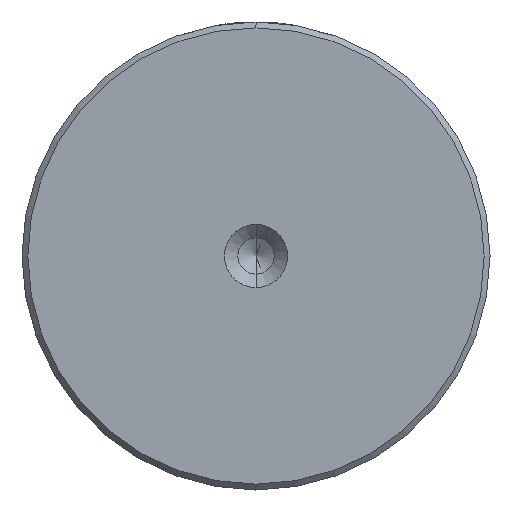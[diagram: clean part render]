
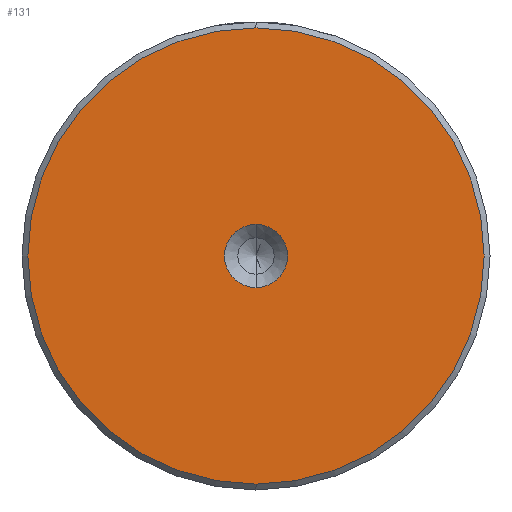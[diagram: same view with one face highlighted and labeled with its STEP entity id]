
A CAD part, left-side view. The second image highlights one B-rep face of the part: STEP entity #131.
In plain terms, the highlighted planar face has unit normal (-1, 0, 0).
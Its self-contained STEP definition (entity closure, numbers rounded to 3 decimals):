
#6 = AXIS2_PLACEMENT_3D ( 'NONE', #164, #238, #147 ) ;
#115 = ORIENTED_EDGE ( 'NONE', *, *, #150, .T. ) ;
#131 = ADVANCED_FACE ( 'NONE', ( #171, #1236 ), #1695, .T. ) ;
#147 = DIRECTION ( 'NONE',  ( 0., 0., 1. ) ) ;
#150 = EDGE_CURVE ( 'NONE', #1388, #205, #2171, .T. ) ;
#156 = AXIS2_PLACEMENT_3D ( 'NONE', #708, #2029, #907 ) ;
#164 = CARTESIAN_POINT ( 'NONE',  ( 0., 0., 0. ) ) ;
#171 = FACE_OUTER_BOUND ( 'NONE', #829, .T. ) ;
#192 = EDGE_CURVE ( 'NONE', #1149, #613, #1572, .T. ) ;
#205 = VERTEX_POINT ( 'NONE', #2442 ) ;
#238 = DIRECTION ( 'NONE',  ( -1., 0., 0. ) ) ;
#266 = AXIS2_PLACEMENT_3D ( 'NONE', #2259, #2248, #2239 ) ;
#412 = CARTESIAN_POINT ( 'NONE',  ( 0., 0., 2.7 ) ) ;
#429 = ORIENTED_EDGE ( 'NONE', *, *, #1562, .F. ) ;
#613 = VERTEX_POINT ( 'NONE', #412 ) ;
#708 = CARTESIAN_POINT ( 'NONE',  ( 0., 0., 0. ) ) ;
#721 = ORIENTED_EDGE ( 'NONE', *, *, #192, .F. ) ;
#748 = CARTESIAN_POINT ( 'NONE',  ( 0., 0., 0. ) ) ;
#829 = EDGE_LOOP ( 'NONE', ( #115, #1819 ) ) ;
#907 = DIRECTION ( 'NONE',  ( 0., 0., 1. ) ) ;
#942 = DIRECTION ( 'NONE',  ( 0., 0., 1. ) ) ;
#1146 = DIRECTION ( 'NONE',  ( 0., 0., 1. ) ) ;
#1149 = VERTEX_POINT ( 'NONE', #2001 ) ;
#1157 = DIRECTION ( 'NONE',  ( -1., 0., 0. ) ) ;
#1236 = FACE_BOUND ( 'NONE', #1648, .T. ) ;
#1272 = CARTESIAN_POINT ( 'NONE',  ( 0., 0., 0. ) ) ;
#1388 = VERTEX_POINT ( 'NONE', #2180 ) ;
#1562 = EDGE_CURVE ( 'NONE', #613, #1149, #2202, .T. ) ;
#1572 = CIRCLE ( 'NONE', #266, 2.7 ) ;
#1648 = EDGE_LOOP ( 'NONE', ( #429, #721 ) ) ;
#1695 = PLANE ( 'NONE',  #2213 ) ;
#1819 = ORIENTED_EDGE ( 'NONE', *, *, #1913, .T. ) ;
#1913 = EDGE_CURVE ( 'NONE', #205, #1388, #2178, .T. ) ;
#2001 = CARTESIAN_POINT ( 'NONE',  ( 0., 0., -2.7 ) ) ;
#2029 = DIRECTION ( 'NONE',  ( -1., 0., 0. ) ) ;
#2064 = DIRECTION ( 'NONE',  ( -1., 0., 0. ) ) ;
#2152 = AXIS2_PLACEMENT_3D ( 'NONE', #748, #2064, #942 ) ;
#2171 = CIRCLE ( 'NONE', #6, 19.5 ) ;
#2178 = CIRCLE ( 'NONE', #156, 19.5 ) ;
#2180 = CARTESIAN_POINT ( 'NONE',  ( 0., 0., -19.5 ) ) ;
#2202 = CIRCLE ( 'NONE', #2152, 2.7 ) ;
#2213 = AXIS2_PLACEMENT_3D ( 'NONE', #1272, #1157, #1146 ) ;
#2239 = DIRECTION ( 'NONE',  ( 0., 0., 1. ) ) ;
#2248 = DIRECTION ( 'NONE',  ( -1., 0., 0. ) ) ;
#2259 = CARTESIAN_POINT ( 'NONE',  ( 0., 0., 0. ) ) ;
#2442 = CARTESIAN_POINT ( 'NONE',  ( 0., 0., 19.5 ) ) ;
